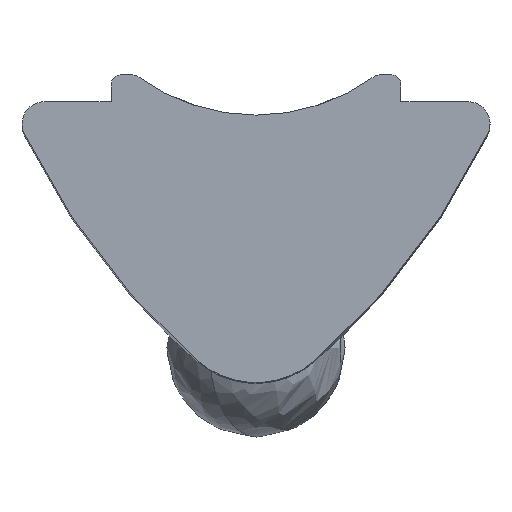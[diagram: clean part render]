
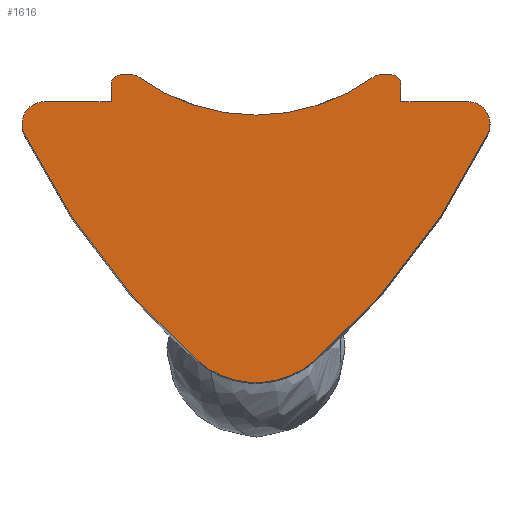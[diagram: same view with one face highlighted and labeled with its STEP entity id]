
A CAD part, top view. The second image highlights one B-rep face of the part: STEP entity #1616.
In plain terms, the highlighted planar face has unit normal (0, 0, 1).
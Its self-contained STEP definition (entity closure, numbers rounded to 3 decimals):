
#24 = CARTESIAN_POINT ( 'NONE',  ( -5.2, -0.718, 8.5 ) ) ;
#25 = ORIENTED_EDGE ( 'NONE', *, *, #1729, .F. ) ;
#31 = ORIENTED_EDGE ( 'NONE', *, *, #1232, .T. ) ;
#38 = ORIENTED_EDGE ( 'NONE', *, *, #1694, .F. ) ;
#47 = ORIENTED_EDGE ( 'NONE', *, *, #1487, .T. ) ;
#55 = ORIENTED_EDGE ( 'NONE', *, *, #1734, .T. ) ;
#63 = ORIENTED_EDGE ( 'NONE', *, *, #1680, .T. ) ;
#68 = ORIENTED_EDGE ( 'NONE', *, *, #1818, .F. ) ;
#77 = VERTEX_POINT ( 'NONE', #186 ) ;
#85 = ORIENTED_EDGE ( 'NONE', *, *, #1663, .T. ) ;
#95 = DIRECTION ( 'NONE',  ( -1., 0., 0. ) ) ;
#96 = ORIENTED_EDGE ( 'NONE', *, *, #1480, .T. ) ;
#98 = DIRECTION ( 'NONE',  ( 0., 0., 1. ) ) ;
#102 = CARTESIAN_POINT ( 'NONE',  ( 4.75, -0.5, 8.5 ) ) ;
#116 = ORIENTED_EDGE ( 'NONE', *, *, #1798, .F. ) ;
#137 = ORIENTED_EDGE ( 'NONE', *, *, #1707, .F. ) ;
#145 = CARTESIAN_POINT ( 'NONE',  ( 3.25, 0.4, 8.5 ) ) ;
#162 = ORIENTED_EDGE ( 'NONE', *, *, #1662, .T. ) ;
#164 = CARTESIAN_POINT ( 'NONE',  ( -2.766, 0.6, 8.5 ) ) ;
#165 = ORIENTED_EDGE ( 'NONE', *, *, #1936, .T. ) ;
#167 = ORIENTED_EDGE ( 'NONE', *, *, #2107, .F. ) ;
#169 = ORIENTED_EDGE ( 'NONE', *, *, #1776, .T. ) ;
#178 = CARTESIAN_POINT ( 'NONE',  ( 1.315, -5.807, 8.5 ) ) ;
#182 = CARTESIAN_POINT ( 'NONE',  ( -4.75, 0., 8.5 ) ) ;
#186 = CARTESIAN_POINT ( 'NONE',  ( -1.315, -5.807, 8.5 ) ) ;
#194 = ORIENTED_EDGE ( 'NONE', *, *, #2409, .F. ) ;
#201 = CARTESIAN_POINT ( 'NONE',  ( 3.25, 0., 8.5 ) ) ;
#203 = ORIENTED_EDGE ( 'NONE', *, *, #1765, .T. ) ;
#215 = CARTESIAN_POINT ( 'NONE',  ( 2.766, 0.6, 8.5 ) ) ;
#230 = CIRCLE ( 'NONE', #1878, 0.5 ) ;
#231 = VERTEX_POINT ( 'NONE', #201 ) ;
#239 = VERTEX_POINT ( 'NONE', #215 ) ;
#256 = DIRECTION ( 'NONE',  ( -1., 0., 0. ) ) ;
#273 = DIRECTION ( 'NONE',  ( 0., 0., -1. ) ) ;
#279 = VERTEX_POINT ( 'NONE', #182 ) ;
#283 = LINE ( 'NONE', #1787, #1490 ) ;
#334 = CIRCLE ( 'NONE', #501, 0.2 ) ;
#335 = DIRECTION ( 'NONE',  ( 0., 0., -1. ) ) ;
#378 = CIRCLE ( 'NONE', #833, 0.2 ) ;
#411 = CIRCLE ( 'NONE', #761, 4.5 ) ;
#436 = EDGE_LOOP ( 'NONE', ( #203, #194, #169, #167, #165, #162, #137, #116, #96, #85, #68, #63, #55, #47, #38, #31, #25 ) ) ;
#468 = CIRCLE ( 'NONE', #751, 0.5 ) ;
#497 = DIRECTION ( 'NONE',  ( 0., 0., -1. ) ) ;
#501 = AXIS2_PLACEMENT_3D ( 'NONE', #1934, #1931, #1925 ) ;
#537 = DIRECTION ( 'NONE',  ( -1., 0., 0. ) ) ;
#547 = DIRECTION ( 'NONE',  ( -1., 0., 0. ) ) ;
#565 = DIRECTION ( 'NONE',  ( 0., 0., -1. ) ) ;
#574 = CARTESIAN_POINT ( 'NONE',  ( -4.75, -0.5, 8.5 ) ) ;
#609 = VERTEX_POINT ( 'NONE', #178 ) ;
#611 = VERTEX_POINT ( 'NONE', #164 ) ;
#655 = AXIS2_PLACEMENT_3D ( 'NONE', #2046, #497, #2631 ) ;
#667 = DIRECTION ( 'NONE',  ( -1., 0., 0. ) ) ;
#670 = DIRECTION ( 'NONE',  ( 0., 0., 1. ) ) ;
#674 = CARTESIAN_POINT ( 'NONE',  ( 0., -4.3, 8.5 ) ) ;
#685 = DIRECTION ( 'NONE',  ( -1., 0., 0. ) ) ;
#687 = CARTESIAN_POINT ( 'NONE',  ( -3.25, 0., 8.5 ) ) ;
#719 = CARTESIAN_POINT ( 'NONE',  ( -4.75, -0.5, 8.5 ) ) ;
#727 = AXIS2_PLACEMENT_3D ( 'NONE', #2056, #1916, #1913 ) ;
#747 = CIRCLE ( 'NONE', #1276, 16. ) ;
#751 = AXIS2_PLACEMENT_3D ( 'NONE', #574, #565, #537 ) ;
#761 = AXIS2_PLACEMENT_3D ( 'NONE', #2296, #2186, #2154 ) ;
#787 = AXIS2_PLACEMENT_3D ( 'NONE', #2271, #2160, #547 ) ;
#814 = VECTOR ( 'NONE', #2529, 1000. ) ;
#833 = AXIS2_PLACEMENT_3D ( 'NONE', #1177, #335, #1748 ) ;
#870 = VERTEX_POINT ( 'NONE', #145 ) ;
#886 = AXIS2_PLACEMENT_3D ( 'NONE', #102, #98, #95 ) ;
#920 = VECTOR ( 'NONE', #1173, 1000. ) ;
#996 = CARTESIAN_POINT ( 'NONE',  ( 2.648, 0.562, 8.5 ) ) ;
#1066 = AXIS2_PLACEMENT_3D ( 'NONE', #1170, #1164, #1160 ) ;
#1156 = LINE ( 'NONE', #1231, #814 ) ;
#1160 = DIRECTION ( 'NONE',  ( 1., 0., 0. ) ) ;
#1164 = DIRECTION ( 'NONE',  ( 0., 0., 1. ) ) ;
#1168 = VERTEX_POINT ( 'NONE', #2437 ) ;
#1170 = CARTESIAN_POINT ( 'NONE',  ( -4.75, -0.5, 8.5 ) ) ;
#1173 = DIRECTION ( 'NONE',  ( 0., -1., 0. ) ) ;
#1177 = CARTESIAN_POINT ( 'NONE',  ( 3.05, 0.4, 8.5 ) ) ;
#1199 = PLANE ( 'NONE',  #1066 ) ;
#1231 = CARTESIAN_POINT ( 'NONE',  ( 4.75, 0., 8.5 ) ) ;
#1232 = EDGE_CURVE ( 'NONE', #2375, #239, #2187, .T. ) ;
#1276 = AXIS2_PLACEMENT_3D ( 'NONE', #1810, #1802, #1797 ) ;
#1292 = VERTEX_POINT ( 'NONE', #2435 ) ;
#1356 = DIRECTION ( 'NONE',  ( -1., 0., 0. ) ) ;
#1416 = CARTESIAN_POINT ( 'NONE',  ( -2.648, 0.562, 8.5 ) ) ;
#1450 = CARTESIAN_POINT ( 'NONE',  ( -3.05, 0.6, 8.5 ) ) ;
#1473 = AXIS2_PLACEMENT_3D ( 'NONE', #674, #670, #667 ) ;
#1480 = EDGE_CURVE ( 'NONE', #2096, #77, #747, .T. ) ;
#1487 = EDGE_CURVE ( 'NONE', #231, #870, #283, .T. ) ;
#1490 = VECTOR ( 'NONE', #1785, 1000. ) ;
#1616 = ADVANCED_FACE ( 'NONE', ( #2443 ), #1199, .T. ) ;
#1637 = VECTOR ( 'NONE', #1356, 1000. ) ;
#1662 = EDGE_CURVE ( 'NONE', #1292, #279, #2276, .T. ) ;
#1663 = EDGE_CURVE ( 'NONE', #77, #609, #2315, .T. ) ;
#1674 = LINE ( 'NONE', #2665, #920 ) ;
#1680 = EDGE_CURVE ( 'NONE', #2190, #1168, #2198, .T. ) ;
#1694 = EDGE_CURVE ( 'NONE', #2375, #870, #378, .T. ) ;
#1707 = EDGE_CURVE ( 'NONE', #1912, #279, #230, .T. ) ;
#1729 = EDGE_CURVE ( 'NONE', #1922, #239, #2064, .T. ) ;
#1734 = EDGE_CURVE ( 'NONE', #1168, #231, #1156, .T. ) ;
#1748 = DIRECTION ( 'NONE',  ( -1., 0., 0. ) ) ;
#1765 = EDGE_CURVE ( 'NONE', #1922, #1774, #411, .T. ) ;
#1774 = VERTEX_POINT ( 'NONE', #1416 ) ;
#1776 = EDGE_CURVE ( 'NONE', #611, #1907, #2605, .T. ) ;
#1785 = DIRECTION ( 'NONE',  ( 0., 1., 0. ) ) ;
#1787 = CARTESIAN_POINT ( 'NONE',  ( 3.25, 0., 8.5 ) ) ;
#1797 = DIRECTION ( 'NONE',  ( -1., 0., 0. ) ) ;
#1798 = EDGE_CURVE ( 'NONE', #2096, #1912, #468, .T. ) ;
#1802 = DIRECTION ( 'NONE',  ( 0., 0., 1. ) ) ;
#1809 = CIRCLE ( 'NONE', #727, 16. ) ;
#1810 = CARTESIAN_POINT ( 'NONE',  ( 9.203, 6.25, 8.5 ) ) ;
#1818 = EDGE_CURVE ( 'NONE', #2190, #609, #1809, .T. ) ;
#1878 = AXIS2_PLACEMENT_3D ( 'NONE', #719, #273, #256 ) ;
#1907 = VERTEX_POINT ( 'NONE', #1450 ) ;
#1912 = VERTEX_POINT ( 'NONE', #2066 ) ;
#1913 = DIRECTION ( 'NONE',  ( -1., 0., 0. ) ) ;
#1916 = DIRECTION ( 'NONE',  ( 0., 0., -1. ) ) ;
#1922 = VERTEX_POINT ( 'NONE', #996 ) ;
#1925 = DIRECTION ( 'NONE',  ( -1., 0., 0. ) ) ;
#1931 = DIRECTION ( 'NONE',  ( 0., 0., -1. ) ) ;
#1934 = CARTESIAN_POINT ( 'NONE',  ( -2.766, 0.4, 8.5 ) ) ;
#1936 = EDGE_CURVE ( 'NONE', #2292, #1292, #1674, .T. ) ;
#1968 = CARTESIAN_POINT ( 'NONE',  ( 3.05, 0.6, 8.5 ) ) ;
#2025 = CIRCLE ( 'NONE', #655, 0.2 ) ;
#2046 = CARTESIAN_POINT ( 'NONE',  ( -3.05, 0.4, 8.5 ) ) ;
#2056 = CARTESIAN_POINT ( 'NONE',  ( -9.203, 6.25, 8.5 ) ) ;
#2064 = CIRCLE ( 'NONE', #787, 0.2 ) ;
#2066 = CARTESIAN_POINT ( 'NONE',  ( -5.25, -0.5, 8.5 ) ) ;
#2090 = DIRECTION ( 'NONE',  ( -1., 0., 0. ) ) ;
#2096 = VERTEX_POINT ( 'NONE', #24 ) ;
#2107 = EDGE_CURVE ( 'NONE', #2292, #1907, #2025, .T. ) ;
#2154 = DIRECTION ( 'NONE',  ( -1., 0., 0. ) ) ;
#2160 = DIRECTION ( 'NONE',  ( 0., 0., -1. ) ) ;
#2186 = DIRECTION ( 'NONE',  ( 0., 0., -1. ) ) ;
#2187 = LINE ( 'NONE', #2382, #2191 ) ;
#2190 = VERTEX_POINT ( 'NONE', #2610 ) ;
#2191 = VECTOR ( 'NONE', #2090, 1000. ) ;
#2198 = CIRCLE ( 'NONE', #886, 0.5 ) ;
#2271 = CARTESIAN_POINT ( 'NONE',  ( 2.766, 0.4, 8.5 ) ) ;
#2276 = LINE ( 'NONE', #687, #2332 ) ;
#2292 = VERTEX_POINT ( 'NONE', #2618 ) ;
#2296 = CARTESIAN_POINT ( 'NONE',  ( 0., 4.2, 8.5 ) ) ;
#2315 = CIRCLE ( 'NONE', #1473, 2. ) ;
#2332 = VECTOR ( 'NONE', #685, 1000. ) ;
#2375 = VERTEX_POINT ( 'NONE', #1968 ) ;
#2382 = CARTESIAN_POINT ( 'NONE',  ( 3.25, 0.6, 8.5 ) ) ;
#2409 = EDGE_CURVE ( 'NONE', #611, #1774, #334, .T. ) ;
#2428 = CARTESIAN_POINT ( 'NONE',  ( -3.25, 0.6, 8.5 ) ) ;
#2435 = CARTESIAN_POINT ( 'NONE',  ( -3.25, 0., 8.5 ) ) ;
#2437 = CARTESIAN_POINT ( 'NONE',  ( 4.75, 0., 8.5 ) ) ;
#2443 = FACE_OUTER_BOUND ( 'NONE', #436, .T. ) ;
#2529 = DIRECTION ( 'NONE',  ( -1., 0., 0. ) ) ;
#2605 = LINE ( 'NONE', #2428, #1637 ) ;
#2610 = CARTESIAN_POINT ( 'NONE',  ( 5.2, -0.718, 8.5 ) ) ;
#2618 = CARTESIAN_POINT ( 'NONE',  ( -3.25, 0.4, 8.5 ) ) ;
#2631 = DIRECTION ( 'NONE',  ( -1., 0., 0. ) ) ;
#2665 = CARTESIAN_POINT ( 'NONE',  ( -3.25, 0., 8.5 ) ) ;
